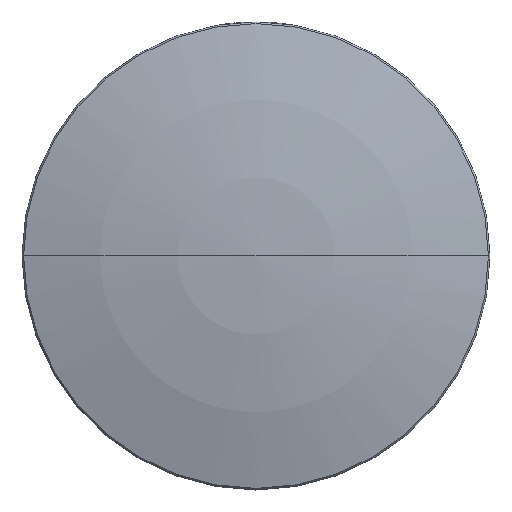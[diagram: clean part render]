
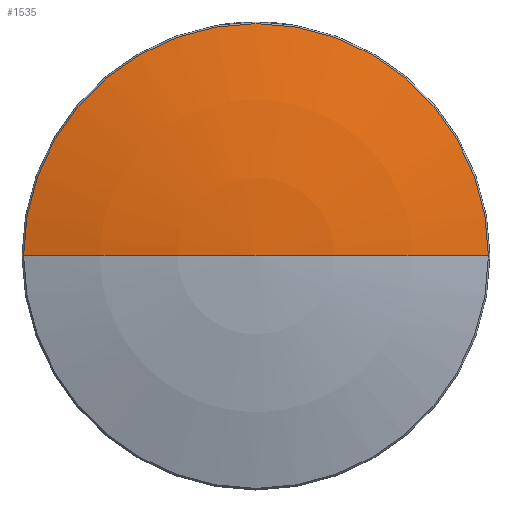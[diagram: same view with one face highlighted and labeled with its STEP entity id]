
A CAD part, top view. The second image highlights one B-rep face of the part: STEP entity #1535.
In plain terms, the highlighted toroidal (fillet/blend) face has major radius 0.018 mm and minor radius 92.02 mm.
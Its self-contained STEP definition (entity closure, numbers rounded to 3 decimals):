
#51 = CARTESIAN_POINT ( 'NONE',  ( -0.017, 0., -88.73 ) ) ;
#138 = CIRCLE ( 'NONE', #263, 92.02 ) ;
#166 = DIRECTION ( 'NONE',  ( 0., 1., 0. ) ) ;
#212 = EDGE_CURVE ( 'NONE', #706, #1027, #138, .T. ) ;
#220 = AXIS2_PLACEMENT_3D ( 'NONE', #1340, #1346, #1950 ) ;
#256 = AXIS2_PLACEMENT_3D ( 'NONE', #51, #1415, #636 ) ;
#263 = AXIS2_PLACEMENT_3D ( 'NONE', #624, #166, #319 ) ;
#302 = CARTESIAN_POINT ( 'NONE',  ( 0., 0., -0.241 ) ) ;
#319 = DIRECTION ( 'NONE',  ( -1., 0., 0. ) ) ;
#384 = VERTEX_POINT ( 'NONE', #1319 ) ;
#478 = ORIENTED_EDGE ( 'NONE', *, *, #1305, .F. ) ;
#617 = EDGE_LOOP ( 'NONE', ( #907, #1586, #478 ) ) ;
#624 = CARTESIAN_POINT ( 'NONE',  ( 0.017, 0., -88.73 ) ) ;
#636 = DIRECTION ( 'NONE',  ( 0., 0., -1. ) ) ;
#706 = VERTEX_POINT ( 'NONE', #1551 ) ;
#907 = ORIENTED_EDGE ( 'NONE', *, *, #1142, .T. ) ;
#1027 = VERTEX_POINT ( 'NONE', #1920 ) ;
#1142 = EDGE_CURVE ( 'NONE', #384, #706, #1223, .T. ) ;
#1213 = DIRECTION ( 'NONE',  ( 0., 0., 1. ) ) ;
#1223 = CIRCLE ( 'NONE', #1240, 25.227 ) ;
#1240 = AXIS2_PLACEMENT_3D ( 'NONE', #302, #1213, #1831 ) ;
#1294 = TOROIDAL_SURFACE ( 'NONE', #220, -0.017, 92.02 ) ;
#1305 = EDGE_CURVE ( 'NONE', #384, #1027, #1564, .T. ) ;
#1319 = CARTESIAN_POINT ( 'NONE',  ( 25.227, 0., -0.241 ) ) ;
#1340 = CARTESIAN_POINT ( 'NONE',  ( 0., 0., -88.73 ) ) ;
#1346 = DIRECTION ( 'NONE',  ( 0., 0., 1. ) ) ;
#1415 = DIRECTION ( 'NONE',  ( 0., -1., 0. ) ) ;
#1436 = FACE_OUTER_BOUND ( 'NONE', #617, .T. ) ;
#1535 = ADVANCED_FACE ( 'NONE', ( #1436 ), #1294, .T. ) ;
#1551 = CARTESIAN_POINT ( 'NONE',  ( -25.227, 0., -0.241 ) ) ;
#1564 = CIRCLE ( 'NONE', #256, 92.02 ) ;
#1586 = ORIENTED_EDGE ( 'NONE', *, *, #212, .T. ) ;
#1831 = DIRECTION ( 'NONE',  ( -1., 0., 0. ) ) ;
#1920 = CARTESIAN_POINT ( 'NONE',  ( 0., 0., 3.29 ) ) ;
#1950 = DIRECTION ( 'NONE',  ( 1., 0., 0. ) ) ;
